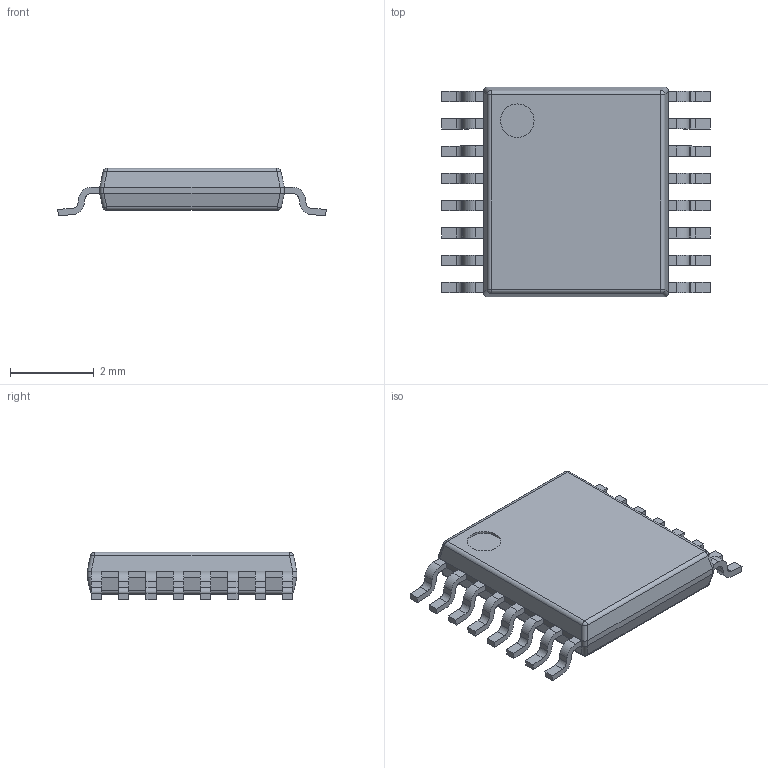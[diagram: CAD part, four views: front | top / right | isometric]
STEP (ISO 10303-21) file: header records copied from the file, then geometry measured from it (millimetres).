
FILE_DESCRIPTION((''),'2;1');
FILE_NAME('PW0016A_ASM','2017-02-03T',('a0412086'),(''),'CREO PARAMETRIC BY PTC INC, 2016050','CREO PARAMETRIC BY PTC INC, 2016050','');
FILE_SCHEMA(('AUTOMOTIVE_DESIGN { 1 0 10303 214 1 1 1 1 }'));
Length unit declared in the file: millimetre
Products named in the file (4): BODY-TSSOP; LEAD-TSSOP; PIN1; PW0016A_ASM
Assembly tree (18 placements, depth 2):
  PW0016A_ASM
    BODY-TSSOP
    LEAD-TSSOP  x16
    PIN1
Bounding box: 6.4 x 5 x 1.13 mm (x, y, z)
Volume: 22 mm3; surface area: 76.1 mm2
Topology: 17 solids, 17 shells, 269 faces, 678 edges, 444 vertices
Faces by surface type: plane 175, cylinder 86, sphere 8
Entity records: 2402 total; most frequent: CARTESIAN_POINT 277, ORIENTED_EDGE 276, PROPERTY_DEFINITION 163, REPRESENTATION 151, PROPERTY_DEFINITION_REPRESENTATION 151, STYLED_ITEM 140, EDGE_CURVE 138, GENERAL_PROPERTY_ASSOCIATION 122
